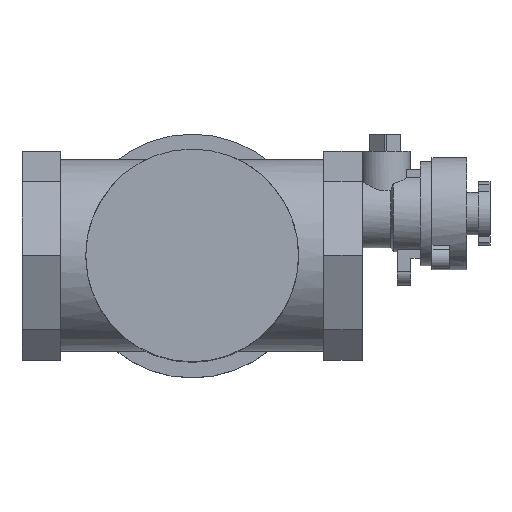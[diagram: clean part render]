
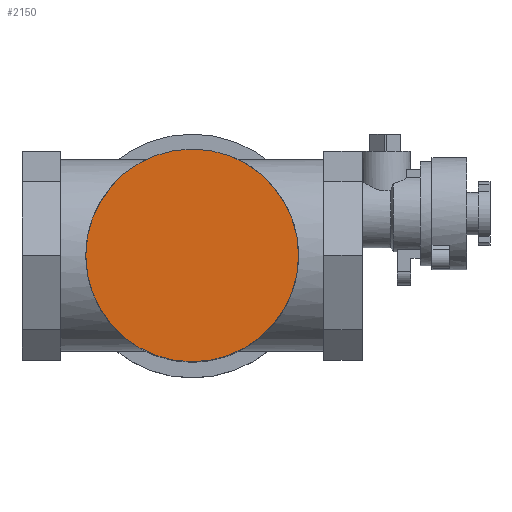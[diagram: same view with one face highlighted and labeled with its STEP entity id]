
A CAD part, top view. The second image highlights one B-rep face of the part: STEP entity #2150.
In plain terms, the highlighted planar face has unit normal (0, 0, 1).
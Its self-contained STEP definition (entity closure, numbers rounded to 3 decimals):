
#414=PLANE('',#2300);
#571=FACE_OUTER_BOUND('',#716,.T.);
#716=EDGE_LOOP('',(#1510));
#893=CIRCLE('',#2293,27.5);
#987=VERTEX_POINT('',#3188);
#1199=EDGE_CURVE('',#987,#987,#893,.T.);
#1510=ORIENTED_EDGE('',*,*,#1199,.T.);
#2150=ADVANCED_FACE('',(#571),#414,.T.);
#2293=AXIS2_PLACEMENT_3D('',#3189,#2530,#2531);
#2300=AXIS2_PLACEMENT_3D('',#3461,#2544,#2545);
#2530=DIRECTION('center_axis',(0.,0.,1.));
#2531=DIRECTION('ref_axis',(-1.,0.,0.));
#2544=DIRECTION('center_axis',(0.,0.,1.));
#2545=DIRECTION('ref_axis',(1.,0.,0.));
#3188=CARTESIAN_POINT('',(27.5,0.,0.));
#3189=CARTESIAN_POINT('Origin',(0.,0.,0.));
#3461=CARTESIAN_POINT('Origin',(0.,0.,0.));
